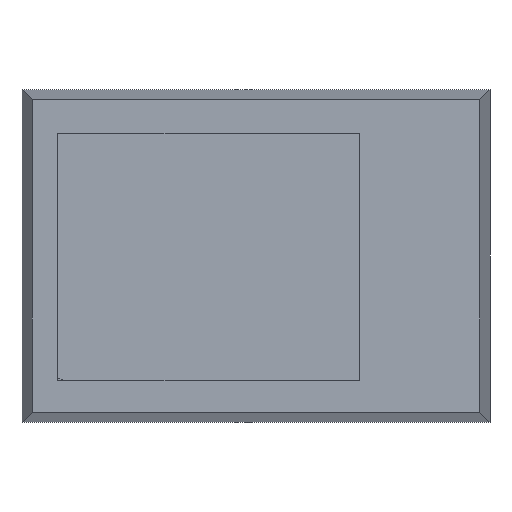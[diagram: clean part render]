
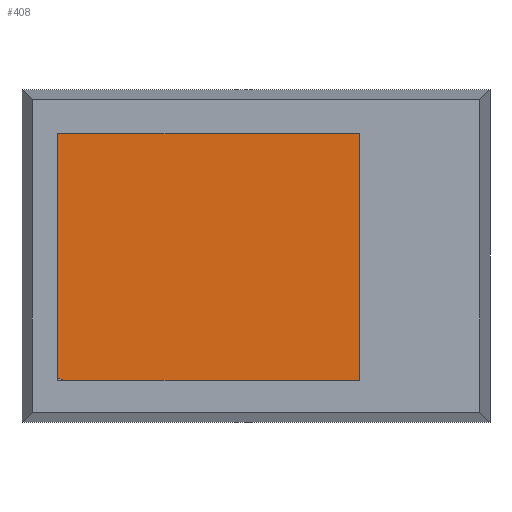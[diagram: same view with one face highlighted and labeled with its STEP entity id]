
A CAD part, top view. The second image highlights one B-rep face of the part: STEP entity #408.
In plain terms, the highlighted planar face has unit normal (0, 0, 1).
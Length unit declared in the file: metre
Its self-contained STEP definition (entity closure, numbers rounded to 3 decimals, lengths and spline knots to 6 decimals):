
#12=LINE('',#621,#56);
#13=LINE('',#624,#57);
#14=LINE('',#626,#58);
#15=LINE('',#628,#59);
#56=VECTOR('',#509,1.);
#57=VECTOR('',#510,1.);
#58=VECTOR('',#511,1.);
#59=VECTOR('',#512,1.);
#100=PLANE('',#457);
#132=ORIENTED_EDGE('',*,*,#234,.F.);
#133=ORIENTED_EDGE('',*,*,#232,.F.);
#134=ORIENTED_EDGE('',*,*,#230,.F.);
#135=ORIENTED_EDGE('',*,*,#228,.F.);
#136=ORIENTED_EDGE('',*,*,#236,.T.);
#137=ORIENTED_EDGE('',*,*,#237,.T.);
#138=ORIENTED_EDGE('',*,*,#238,.T.);
#139=ORIENTED_EDGE('',*,*,#239,.T.);
#228=EDGE_CURVE('',#280,#280,#316,.T.);
#230=EDGE_CURVE('',#282,#282,#318,.T.);
#232=EDGE_CURVE('',#284,#284,#320,.T.);
#234=EDGE_CURVE('',#286,#286,#322,.T.);
#236=EDGE_CURVE('',#288,#289,#12,.T.);
#237=EDGE_CURVE('',#289,#290,#13,.T.);
#238=EDGE_CURVE('',#290,#291,#14,.T.);
#239=EDGE_CURVE('',#291,#288,#15,.T.);
#280=VERTEX_POINT('',#602);
#282=VERTEX_POINT('',#607);
#284=VERTEX_POINT('',#612);
#286=VERTEX_POINT('',#617);
#288=VERTEX_POINT('',#622);
#289=VERTEX_POINT('',#623);
#290=VERTEX_POINT('',#625);
#291=VERTEX_POINT('',#627);
#316=CIRCLE('',#446,0.0025);
#318=CIRCLE('',#449,0.0025);
#320=CIRCLE('',#452,0.0025);
#322=CIRCLE('',#455,0.0025);
#332=EDGE_LOOP('',(#132));
#333=EDGE_LOOP('',(#133));
#334=EDGE_LOOP('',(#134));
#335=EDGE_LOOP('',(#135));
#336=EDGE_LOOP('',(#136,#137,#138,#139));
#370=FACE_BOUND('',#332,.T.);
#371=FACE_BOUND('',#333,.T.);
#372=FACE_BOUND('',#334,.T.);
#373=FACE_BOUND('',#335,.T.);
#374=FACE_BOUND('',#336,.T.);
#408=ADVANCED_FACE('',(#370,#371,#372,#373,#374),#100,.T.);
#446=AXIS2_PLACEMENT_3D('',#601,#485,#486);
#449=AXIS2_PLACEMENT_3D('',#606,#491,#492);
#452=AXIS2_PLACEMENT_3D('',#611,#497,#498);
#455=AXIS2_PLACEMENT_3D('',#616,#503,#504);
#457=AXIS2_PLACEMENT_3D('',#620,#507,#508);
#485=DIRECTION('',(0.,0.,1.));
#486=DIRECTION('',(1.,0.,0.));
#491=DIRECTION('',(0.,0.,1.));
#492=DIRECTION('',(1.,0.,0.));
#497=DIRECTION('',(0.,0.,1.));
#498=DIRECTION('',(1.,0.,0.));
#503=DIRECTION('',(0.,0.,1.));
#504=DIRECTION('',(1.,0.,0.));
#507=DIRECTION('',(0.,0.,1.));
#508=DIRECTION('',(1.,0.,0.));
#509=DIRECTION('',(0.,-1.,0.));
#510=DIRECTION('',(1.,0.,0.));
#511=DIRECTION('',(0.,1.,0.));
#512=DIRECTION('',(-1.,0.,0.));
#601=CARTESIAN_POINT('',(-0.098962,-0.024839,0.00635));
#602=CARTESIAN_POINT('',(-0.096462,-0.024839,0.00635));
#606=CARTESIAN_POINT('',(0.025976,-0.024839,0.00635));
#607=CARTESIAN_POINT('',(0.028476,-0.024839,0.00635));
#611=CARTESIAN_POINT('',(0.026009,0.057694,0.00635));
#612=CARTESIAN_POINT('',(0.028509,0.057694,0.00635));
#616=CARTESIAN_POINT('',(-0.098973,0.057696,0.00635));
#617=CARTESIAN_POINT('',(-0.096473,0.057696,0.00635));
#620=CARTESIAN_POINT('',(-0.036499,0.016453,0.00635));
#621=CARTESIAN_POINT('',(-0.104099,0.016453,0.00635));
#622=CARTESIAN_POINT('',(-0.104099,0.062681,0.00635));
#623=CARTESIAN_POINT('',(-0.104099,-0.029775,0.00635));
#624=CARTESIAN_POINT('',(-0.036499,-0.029775,0.00635));
#625=CARTESIAN_POINT('',(0.031101,-0.029775,0.00635));
#626=CARTESIAN_POINT('',(0.031101,0.016453,0.00635));
#627=CARTESIAN_POINT('',(0.031101,0.062681,0.00635));
#628=CARTESIAN_POINT('',(-0.036499,0.062681,0.00635));
